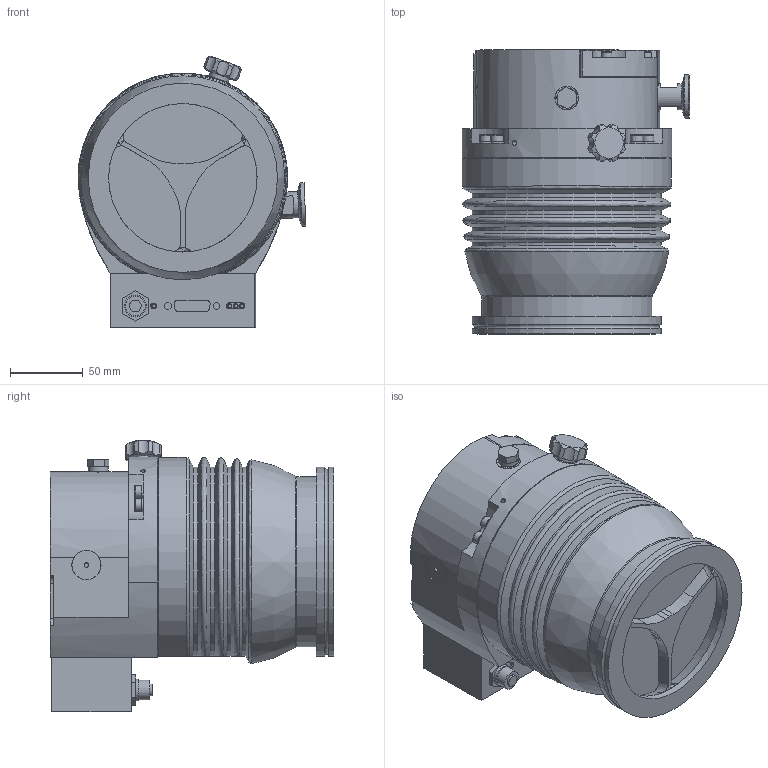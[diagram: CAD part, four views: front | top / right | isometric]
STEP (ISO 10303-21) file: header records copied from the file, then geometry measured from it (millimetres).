
FILE_DESCRIPTION((''),'2;1');
FILE_NAME('PM902015.stp','2008-07-15T12:15:26',('marxmankel'),(''),'Autodesk Inventor 11','Autodesk Inventor 11','');
FILE_SCHEMA(('AUTOMOTIVE_DESIGN { 1 0 10303 214 1 1 1 1 }'));
Length unit declared in the file: millimetre
Products named in the file (1): PM902015
Bounding box: 156.55 x 195 x 186.47 mm (x, y, z)
Volume: 2685609.1 mm3; surface area: 297971.3 mm2
Topology: 1 solids, 45 shells, 993 faces, 2376 edges, 1553 vertices
Faces by surface type: plane 502, cylinder 286, bspline 99, cone 66, torus 40
Full cylindrical faces by diameter (mm): 0.5 x2, 1 x6, 1.5 x2, 3 x6, 3.242 x2, 3.3 x8, 4 x3, 4.5 x2, 5 x8, 5.4 x8, 5.5 x14, 6.647 x5, 7 x3, 7.2 x3, 8 x1, 8.1 x2, 8.5 x8, 8.566 x2, 9 x8, 10 x6, 11 x1, 13 x1, 13.5 x2, 13.8 x2, 15 x1, 16 x3, 16.3 x1, 18 x1, 18.2 x1, 28 x2
Entity records: 29958 total; most frequent: CARTESIAN_POINT 9141, DIRECTION 4315, ORIENTED_EDGE 3868, EDGE_CURVE 1934, AXIS2_PLACEMENT_3D 1696, EDGE_LOOP 1420, VERTEX_POINT 1400, FACE_OUTER_BOUND 993
